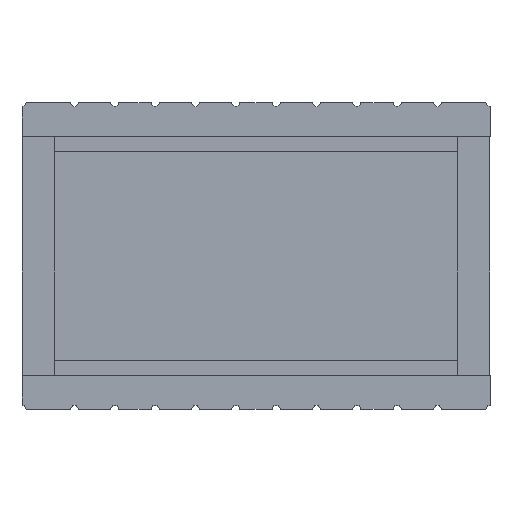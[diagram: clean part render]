
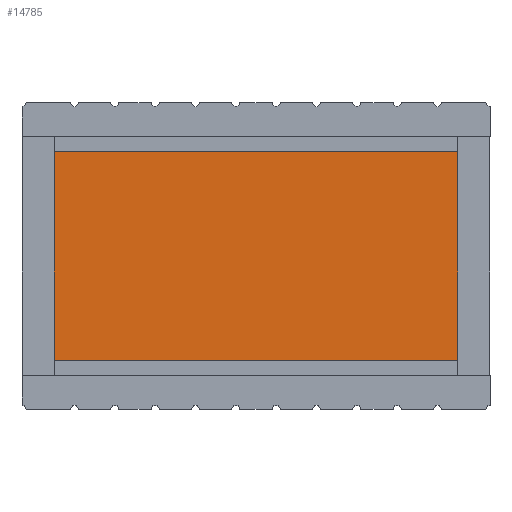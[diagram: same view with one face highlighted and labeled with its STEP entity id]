
A CAD part, top view. The second image highlights one B-rep face of the part: STEP entity #14785.
In plain terms, the highlighted planar face has unit normal (0, 0, 1).
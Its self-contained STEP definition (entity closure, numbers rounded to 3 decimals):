
#989 = VERTEX_POINT ( 'NONE', #24091 ) ;
#1265 = AXIS2_PLACEMENT_3D ( 'NONE', #8732, #24056, #1848 ) ;
#1282 = LINE ( 'NONE', #20658, #24088 ) ;
#1848 = DIRECTION ( 'NONE',  ( -1., 0., 0. ) ) ;
#2266 = DIRECTION ( 'NONE',  ( 0., 1., 0. ) ) ;
#2626 = LINE ( 'NONE', #21689, #27188 ) ;
#4477 = VERTEX_POINT ( 'NONE', #17275 ) ;
#4960 = CARTESIAN_POINT ( 'NONE',  ( 2.5, 7.6, -0.411 ) ) ;
#6200 = DIRECTION ( 'NONE',  ( 0., -1., 0. ) ) ;
#6339 = DIRECTION ( 'NONE',  ( 1., 0., 0. ) ) ;
#6417 = FACE_OUTER_BOUND ( 'NONE', #9271, .T. ) ;
#8517 = CARTESIAN_POINT ( 'NONE',  ( 2.5, 22.4, -0.411 ) ) ;
#8530 = PLANE ( 'NONE',  #1265 ) ;
#8732 = CARTESIAN_POINT ( 'NONE',  ( 27.5, 22.4, -0.411 ) ) ;
#9271 = EDGE_LOOP ( 'NONE', ( #23940, #13269, #23806, #24541 ) ) ;
#13269 = ORIENTED_EDGE ( 'NONE', *, *, #17041, .T. ) ;
#13666 = LINE ( 'NONE', #8517, #18134 ) ;
#14785 = ADVANCED_FACE ( 'NONE', ( #6417 ), #8530, .F. ) ;
#16425 = EDGE_CURVE ( 'NONE', #16733, #28647, #2626, .T. ) ;
#16733 = VERTEX_POINT ( 'NONE', #4960 ) ;
#17041 = EDGE_CURVE ( 'NONE', #4477, #16733, #13666, .T. ) ;
#17275 = CARTESIAN_POINT ( 'NONE',  ( 2.5, 22.4, -0.411 ) ) ;
#18020 = CARTESIAN_POINT ( 'NONE',  ( 27.5, 7.6, -0.411 ) ) ;
#18134 = VECTOR ( 'NONE', #6200, 1000. ) ;
#19307 = EDGE_CURVE ( 'NONE', #989, #4477, #1282, .T. ) ;
#20658 = CARTESIAN_POINT ( 'NONE',  ( 27.5, 22.4, -0.411 ) ) ;
#21096 = LINE ( 'NONE', #18020, #22111 ) ;
#21689 = CARTESIAN_POINT ( 'NONE',  ( 2.5, 7.6, -0.411 ) ) ;
#22111 = VECTOR ( 'NONE', #2266, 1000. ) ;
#23806 = ORIENTED_EDGE ( 'NONE', *, *, #16425, .T. ) ;
#23940 = ORIENTED_EDGE ( 'NONE', *, *, #19307, .T. ) ;
#24056 = DIRECTION ( 'NONE',  ( 0., 0., -1. ) ) ;
#24088 = VECTOR ( 'NONE', #24986, 1000. ) ;
#24091 = CARTESIAN_POINT ( 'NONE',  ( 27.5, 22.4, -0.411 ) ) ;
#24541 = ORIENTED_EDGE ( 'NONE', *, *, #24957, .T. ) ;
#24957 = EDGE_CURVE ( 'NONE', #28647, #989, #21096, .T. ) ;
#24986 = DIRECTION ( 'NONE',  ( -1., 0., 0. ) ) ;
#27188 = VECTOR ( 'NONE', #6339, 1000. ) ;
#27568 = CARTESIAN_POINT ( 'NONE',  ( 27.5, 7.6, -0.411 ) ) ;
#28647 = VERTEX_POINT ( 'NONE', #27568 ) ;
